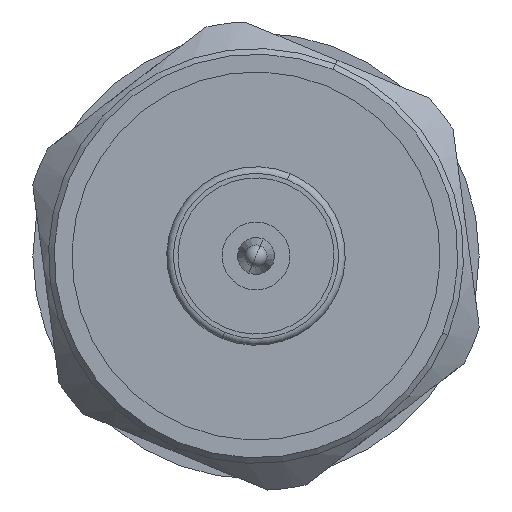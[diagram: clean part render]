
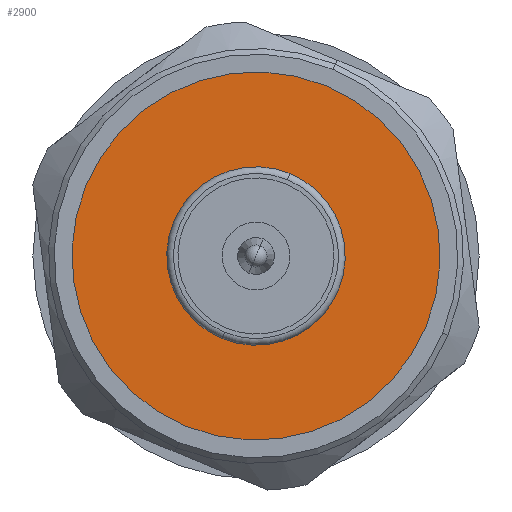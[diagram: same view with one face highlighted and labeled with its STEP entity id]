
A CAD part, left-side view. The second image highlights one B-rep face of the part: STEP entity #2900.
In plain terms, the highlighted face is planar.
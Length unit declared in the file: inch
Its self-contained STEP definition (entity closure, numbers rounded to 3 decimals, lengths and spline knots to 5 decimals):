
#50 = CARTESIAN_POINT ( 'NONE',  ( 63.789, 38.46931, 0. ) ) ;
#57 = VERTEX_POINT ( 'NONE', #463 ) ;
#237 = DIRECTION ( 'NONE',  ( -1., 0., 0. ) ) ;
#263 = DIRECTION ( 'NONE',  ( -1., 0., 0. ) ) ;
#407 = CARTESIAN_POINT ( 'NONE',  ( 63.789, 38.46931, 0. ) ) ;
#463 = CARTESIAN_POINT ( 'NONE',  ( 63.789, 38.79411, 0. ) ) ;
#508 = FACE_BOUND ( 'NONE', #2449, .T. ) ;
#522 = CARTESIAN_POINT ( 'NONE',  ( 63.789, 38.62679, 0. ) ) ;
#591 = DIRECTION ( 'NONE',  ( -1., 0., 0. ) ) ;
#692 = EDGE_CURVE ( 'NONE', #2865, #698, #2125, .T. ) ;
#698 = VERTEX_POINT ( 'NONE', #2866 ) ;
#726 = AXIS2_PLACEMENT_3D ( 'NONE', #50, #237, #1909 ) ;
#769 = EDGE_CURVE ( 'NONE', #57, #1305, #977, .T. ) ;
#796 = DIRECTION ( 'NONE',  ( 0., -1., 0. ) ) ;
#977 = CIRCLE ( 'NONE', #2520, 0.3248 ) ;
#992 = DIRECTION ( 'NONE',  ( 1., 0., 0. ) ) ;
#1005 = FACE_OUTER_BOUND ( 'NONE', #1318, .T. ) ;
#1234 = DIRECTION ( 'NONE',  ( 0., -1., 0. ) ) ;
#1305 = VERTEX_POINT ( 'NONE', #1790 ) ;
#1312 = CARTESIAN_POINT ( 'NONE',  ( 63.789, 38.46931, 0. ) ) ;
#1318 = EDGE_LOOP ( 'NONE', ( #2332, #1340 ) ) ;
#1335 = AXIS2_PLACEMENT_3D ( 'NONE', #1937, #263, #1234 ) ;
#1340 = ORIENTED_EDGE ( 'NONE', *, *, #769, .F. ) ;
#1417 = ORIENTED_EDGE ( 'NONE', *, *, #2252, .T. ) ;
#1498 = ORIENTED_EDGE ( 'NONE', *, *, #692, .T. ) ;
#1607 = DIRECTION ( 'NONE',  ( -1., 0., 0. ) ) ;
#1676 = EDGE_CURVE ( 'NONE', #1305, #57, #2274, .T. ) ;
#1790 = CARTESIAN_POINT ( 'NONE',  ( 63.789, 38.1445, 0. ) ) ;
#1909 = DIRECTION ( 'NONE',  ( 0., -1., 0. ) ) ;
#1937 = CARTESIAN_POINT ( 'NONE',  ( 63.789, 38.46931, 0. ) ) ;
#1945 = DIRECTION ( 'NONE',  ( 0., 1., 0. ) ) ;
#1957 = PLANE ( 'NONE',  #3071 ) ;
#2125 = CIRCLE ( 'NONE', #726, 0.15748 ) ;
#2252 = EDGE_CURVE ( 'NONE', #698, #2865, #2637, .T. ) ;
#2274 = CIRCLE ( 'NONE', #2981, 0.3248 ) ;
#2332 = ORIENTED_EDGE ( 'NONE', *, *, #1676, .F. ) ;
#2449 = EDGE_LOOP ( 'NONE', ( #1417, #1498 ) ) ;
#2454 = CARTESIAN_POINT ( 'NONE',  ( 63.789, 38.1445, 0. ) ) ;
#2520 = AXIS2_PLACEMENT_3D ( 'NONE', #1312, #591, #796 ) ;
#2637 = CIRCLE ( 'NONE', #1335, 0.15748 ) ;
#2865 = VERTEX_POINT ( 'NONE', #522 ) ;
#2866 = CARTESIAN_POINT ( 'NONE',  ( 63.789, 38.31183, 0. ) ) ;
#2900 = ADVANCED_FACE ( 'NONE', ( #508, #1005 ), #1957, .T. ) ;
#2981 = AXIS2_PLACEMENT_3D ( 'NONE', #407, #1607, #3050 ) ;
#3050 = DIRECTION ( 'NONE',  ( 0., -1., 0. ) ) ;
#3071 = AXIS2_PLACEMENT_3D ( 'NONE', #2454, #992, #1945 ) ;
